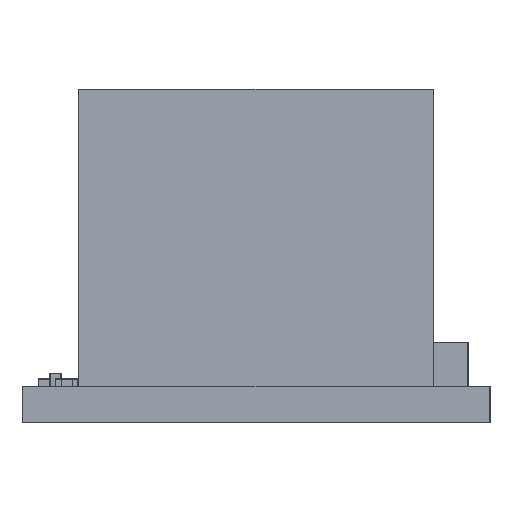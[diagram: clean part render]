
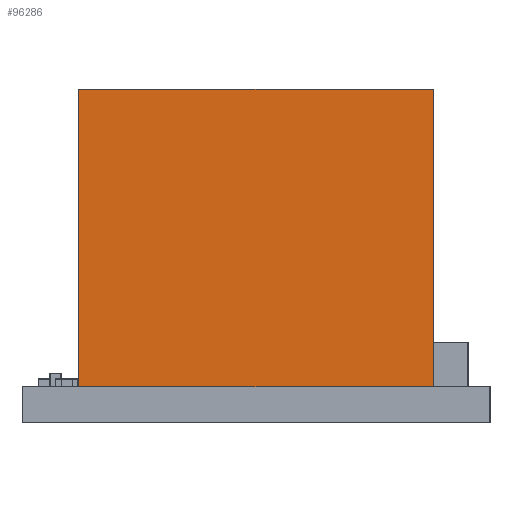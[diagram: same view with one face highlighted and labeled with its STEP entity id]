
A CAD part, left-side view. The second image highlights one B-rep face of the part: STEP entity #96286.
In plain terms, the highlighted planar face has unit normal (-1, 0, 0).
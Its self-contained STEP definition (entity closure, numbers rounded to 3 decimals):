
#96286 = ADVANCED_FACE('',(#96287),#96321,.F.);
#96287 = FACE_BOUND('',#96288,.F.);
#96288 = EDGE_LOOP('',(#96289,#96299,#96307,#96315));
#96289 = ORIENTED_EDGE('',*,*,#96290,.T.);
#96290 = EDGE_CURVE('',#96291,#96293,#96295,.T.);
#96291 = VERTEX_POINT('',#96292);
#96292 = CARTESIAN_POINT('',(-10.9,7.95,0.));
#96293 = VERTEX_POINT('',#96294);
#96294 = CARTESIAN_POINT('',(-10.9,7.95,13.35));
#96295 = LINE('',#96296,#96297);
#96296 = CARTESIAN_POINT('',(-10.9,7.95,0.));
#96297 = VECTOR('',#96298,1.);
#96298 = DIRECTION('',(0.,0.,1.));
#96299 = ORIENTED_EDGE('',*,*,#96300,.T.);
#96300 = EDGE_CURVE('',#96293,#96301,#96303,.T.);
#96301 = VERTEX_POINT('',#96302);
#96302 = CARTESIAN_POINT('',(-10.9,-7.95,13.35));
#96303 = LINE('',#96304,#96305);
#96304 = CARTESIAN_POINT('',(-10.9,7.95,13.35));
#96305 = VECTOR('',#96306,1.);
#96306 = DIRECTION('',(0.,-1.,0.));
#96307 = ORIENTED_EDGE('',*,*,#96308,.F.);
#96308 = EDGE_CURVE('',#96309,#96301,#96311,.T.);
#96309 = VERTEX_POINT('',#96310);
#96310 = CARTESIAN_POINT('',(-10.9,-7.95,0.));
#96311 = LINE('',#96312,#96313);
#96312 = CARTESIAN_POINT('',(-10.9,-7.95,0.));
#96313 = VECTOR('',#96314,1.);
#96314 = DIRECTION('',(0.,0.,1.));
#96315 = ORIENTED_EDGE('',*,*,#96316,.F.);
#96316 = EDGE_CURVE('',#96291,#96309,#96317,.T.);
#96317 = LINE('',#96318,#96319);
#96318 = CARTESIAN_POINT('',(-10.9,7.95,0.));
#96319 = VECTOR('',#96320,1.);
#96320 = DIRECTION('',(0.,-1.,0.));
#96321 = PLANE('',#96322);
#96322 = AXIS2_PLACEMENT_3D('',#96323,#96324,#96325);
#96323 = CARTESIAN_POINT('',(-10.9,7.95,0.));
#96324 = DIRECTION('',(1.,0.,0.));
#96325 = DIRECTION('',(0.,-1.,0.));
